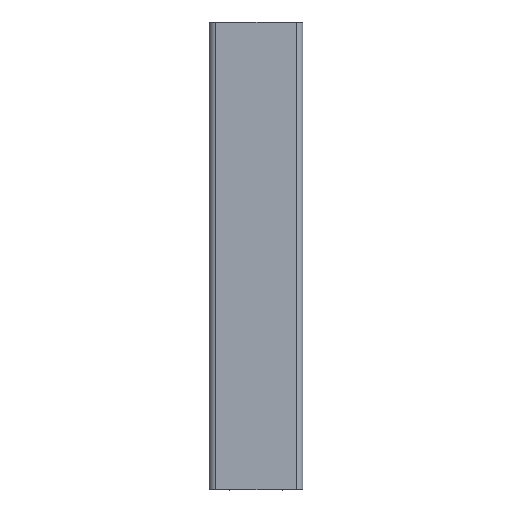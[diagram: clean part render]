
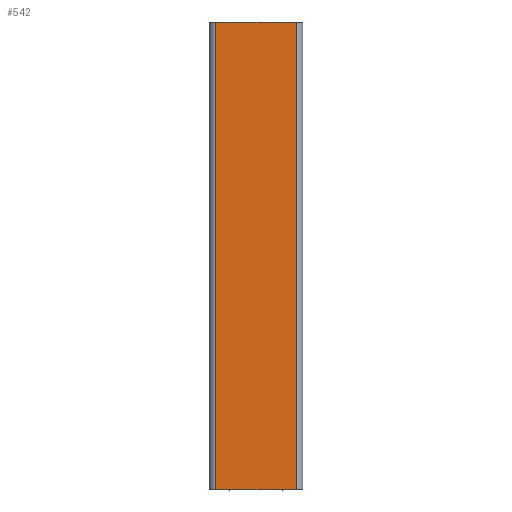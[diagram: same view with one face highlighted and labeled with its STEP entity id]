
A CAD part, top view. The second image highlights one B-rep face of the part: STEP entity #542.
In plain terms, the highlighted planar face has unit normal (0, 0, 1).
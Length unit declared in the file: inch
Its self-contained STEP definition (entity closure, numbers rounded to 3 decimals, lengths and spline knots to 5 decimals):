
#479=CARTESIAN_POINT('',(2.8775,11.624,0.75));
#480=VERTEX_POINT('',#479);
#488=CARTESIAN_POINT('',(2.8775,5.624,0.75));
#489=VERTEX_POINT('',#488);
#490=CARTESIAN_POINT('',(2.8775,5.624,0.75));
#491=DIRECTION('',(0.,1.,0.));
#492=VECTOR('',#491,1.);
#493=LINE('',#490,#492);
#494=EDGE_CURVE('',#489,#480,#493,.T.);
#512=CARTESIAN_POINT('',(1.8415,11.624,0.75));
#513=VERTEX_POINT('',#512);
#514=CARTESIAN_POINT('',(1.8415,11.624,0.75));
#515=DIRECTION('',(-1.,0.,0.));
#516=VECTOR('',#515,1.);
#517=LINE('',#514,#516);
#518=EDGE_CURVE('',#480,#513,#517,.T.);
#519=ORIENTED_EDGE('',*,*,#518,.T.);
#520=CARTESIAN_POINT('',(1.8415,5.624,0.75));
#521=VERTEX_POINT('',#520);
#522=CARTESIAN_POINT('',(1.8415,5.624,0.75));
#523=DIRECTION('',(0.,1.,0.));
#524=VECTOR('',#523,1.);
#525=LINE('',#522,#524);
#526=EDGE_CURVE('',#521,#513,#525,.T.);
#527=ORIENTED_EDGE('',*,*,#526,.F.);
#528=CARTESIAN_POINT('',(1.8415,5.624,0.75));
#529=DIRECTION('',(1.,0.,0.));
#530=VECTOR('',#529,1.);
#531=LINE('',#528,#530);
#532=EDGE_CURVE('',#521,#489,#531,.T.);
#533=ORIENTED_EDGE('',*,*,#532,.T.);
#534=ORIENTED_EDGE('',*,*,#494,.T.);
#535=EDGE_LOOP('',(#519,#527,#533,#534));
#536=FACE_OUTER_BOUND('',#535,.T.);
#537=CARTESIAN_POINT('',(2.3595,5.624,0.75));
#538=DIRECTION('',(0.,0.,1.));
#539=DIRECTION('',(1.,0.,0.));
#540=AXIS2_PLACEMENT_3D('',#537,#538,#539);
#541=PLANE('',#540);
#542=ADVANCED_FACE('',(#536),#541,.T.);
